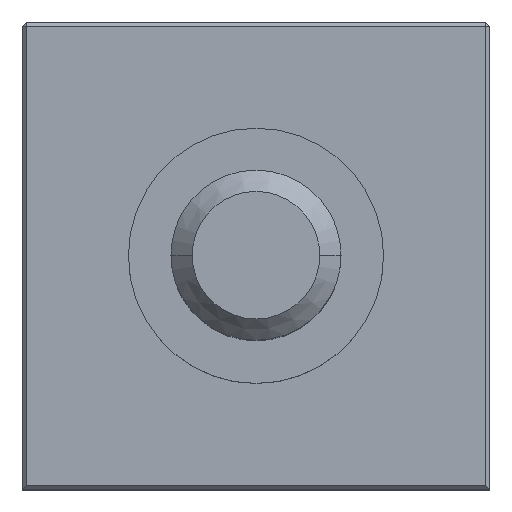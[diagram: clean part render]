
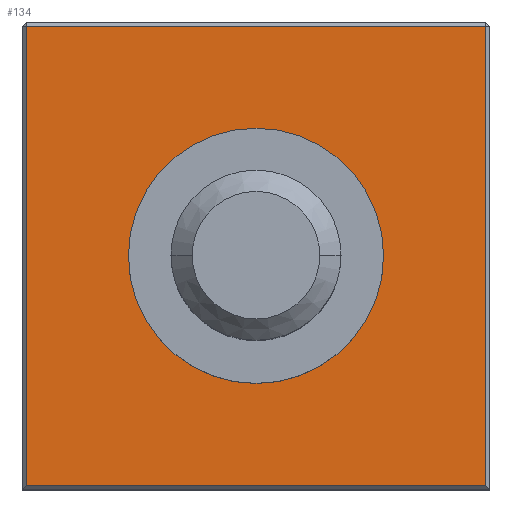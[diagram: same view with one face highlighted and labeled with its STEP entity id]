
A CAD part, top view. The second image highlights one B-rep face of the part: STEP entity #134.
In plain terms, the highlighted planar face has unit normal (0, 0, 1).
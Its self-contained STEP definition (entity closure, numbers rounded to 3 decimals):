
#45 = CARTESIAN_POINT ( 'NONE',  ( -5.4, 5.4, 2. ) ) ;
#48 = VECTOR ( 'NONE', #261, 1000. ) ;
#74 = VERTEX_POINT ( 'NONE', #664 ) ;
#86 = VERTEX_POINT ( 'NONE', #88 ) ;
#88 = CARTESIAN_POINT ( 'NONE',  ( 5.4, 5.4, 2. ) ) ;
#90 = DIRECTION ( 'NONE',  ( 1., 0., 0. ) ) ;
#91 = AXIS2_PLACEMENT_3D ( 'NONE', #143, #202, #608 ) ;
#98 = VERTEX_POINT ( 'NONE', #552 ) ;
#123 = FACE_OUTER_BOUND ( 'NONE', #380, .T. ) ;
#134 = ADVANCED_FACE ( 'NONE', ( #364, #123 ), #662, .F. ) ;
#143 = CARTESIAN_POINT ( 'NONE',  ( 0., 0., 2. ) ) ;
#145 = VECTOR ( 'NONE', #406, 1000. ) ;
#160 = DIRECTION ( 'NONE',  ( -1., 0., 0. ) ) ;
#201 = ORIENTED_EDGE ( 'NONE', *, *, #583, .T. ) ;
#202 = DIRECTION ( 'NONE',  ( 0., 0., -1. ) ) ;
#215 = CARTESIAN_POINT ( 'NONE',  ( 5.4, 0., 2. ) ) ;
#219 = CIRCLE ( 'NONE', #546, 3. ) ;
#220 = CARTESIAN_POINT ( 'NONE',  ( 0., 0., 2. ) ) ;
#258 = ORIENTED_EDGE ( 'NONE', *, *, #551, .T. ) ;
#261 = DIRECTION ( 'NONE',  ( -1., 0., 0. ) ) ;
#314 = LINE ( 'NONE', #215, #363 ) ;
#322 = VECTOR ( 'NONE', #90, 1000. ) ;
#335 = CARTESIAN_POINT ( 'NONE',  ( 0., 0., 2. ) ) ;
#337 = ORIENTED_EDGE ( 'NONE', *, *, #528, .T. ) ;
#339 = DIRECTION ( 'NONE',  ( 0., 0., 1. ) ) ;
#363 = VECTOR ( 'NONE', #746, 1000. ) ;
#364 = FACE_BOUND ( 'NONE', #722, .T. ) ;
#372 = ORIENTED_EDGE ( 'NONE', *, *, #514, .F. ) ;
#376 = CIRCLE ( 'NONE', #677, 3. ) ;
#380 = EDGE_LOOP ( 'NONE', ( #337, #648, #201, #258 ) ) ;
#406 = DIRECTION ( 'NONE',  ( 0., -1., 0. ) ) ;
#410 = ORIENTED_EDGE ( 'NONE', *, *, #630, .F. ) ;
#486 = EDGE_CURVE ( 'NONE', #86, #693, #598, .T. ) ;
#501 = CARTESIAN_POINT ( 'NONE',  ( -5.4, 0., 2. ) ) ;
#511 = LINE ( 'NONE', #623, #322 ) ;
#514 = EDGE_CURVE ( 'NONE', #74, #98, #219, .T. ) ;
#528 = EDGE_CURVE ( 'NONE', #611, #86, #314, .T. ) ;
#546 = AXIS2_PLACEMENT_3D ( 'NONE', #220, #678, #160 ) ;
#551 = EDGE_CURVE ( 'NONE', #580, #611, #511, .T. ) ;
#552 = CARTESIAN_POINT ( 'NONE',  ( 3., 0., 2. ) ) ;
#574 = CARTESIAN_POINT ( 'NONE',  ( -5.4, -5.4, 2. ) ) ;
#580 = VERTEX_POINT ( 'NONE', #574 ) ;
#583 = EDGE_CURVE ( 'NONE', #693, #580, #645, .T. ) ;
#598 = LINE ( 'NONE', #670, #48 ) ;
#608 = DIRECTION ( 'NONE',  ( -1., 0., 0. ) ) ;
#611 = VERTEX_POINT ( 'NONE', #675 ) ;
#616 = DIRECTION ( 'NONE',  ( -1., 0., 0. ) ) ;
#623 = CARTESIAN_POINT ( 'NONE',  ( 0., -5.4, 2. ) ) ;
#630 = EDGE_CURVE ( 'NONE', #98, #74, #376, .T. ) ;
#645 = LINE ( 'NONE', #501, #145 ) ;
#648 = ORIENTED_EDGE ( 'NONE', *, *, #486, .T. ) ;
#662 = PLANE ( 'NONE',  #91 ) ;
#664 = CARTESIAN_POINT ( 'NONE',  ( -3., 0., 2. ) ) ;
#670 = CARTESIAN_POINT ( 'NONE',  ( 0., 5.4, 2. ) ) ;
#675 = CARTESIAN_POINT ( 'NONE',  ( 5.4, -5.4, 2. ) ) ;
#677 = AXIS2_PLACEMENT_3D ( 'NONE', #335, #339, #616 ) ;
#678 = DIRECTION ( 'NONE',  ( 0., 0., 1. ) ) ;
#693 = VERTEX_POINT ( 'NONE', #45 ) ;
#722 = EDGE_LOOP ( 'NONE', ( #372, #410 ) ) ;
#746 = DIRECTION ( 'NONE',  ( 0., 1., 0. ) ) ;
